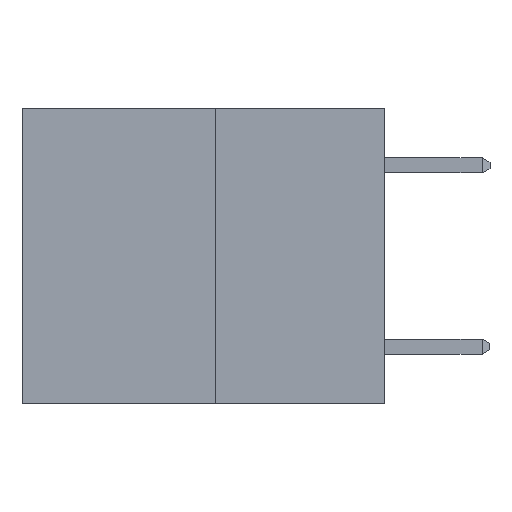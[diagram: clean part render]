
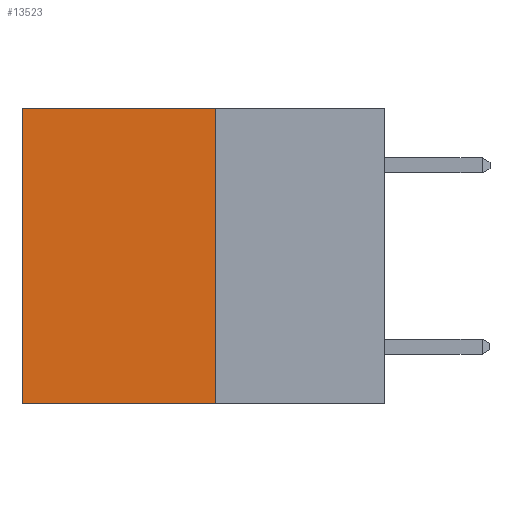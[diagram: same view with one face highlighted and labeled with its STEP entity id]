
A CAD part, left-side view. The second image highlights one B-rep face of the part: STEP entity #13523.
In plain terms, the highlighted planar face has unit normal (-1, 0, 0).
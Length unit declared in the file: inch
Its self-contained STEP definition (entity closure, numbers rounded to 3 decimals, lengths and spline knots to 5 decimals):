
#348 = LINE ( 'NONE', #10936, #7215 ) ;
#1601 = CARTESIAN_POINT ( 'NONE',  ( 0.3165, 0.6, 0. ) ) ;
#2341 = VECTOR ( 'NONE', #17098, 39.37008 ) ;
#2528 = CARTESIAN_POINT ( 'NONE',  ( 0.3165, 0.28, 0. ) ) ;
#2629 = CARTESIAN_POINT ( 'NONE',  ( 0.3165, 0.28, -0.49 ) ) ;
#2911 = DIRECTION ( 'NONE',  ( 1., 0., 0. ) ) ;
#3680 = LINE ( 'NONE', #2528, #17393 ) ;
#4320 = VERTEX_POINT ( 'NONE', #14949 ) ;
#4336 = ORIENTED_EDGE ( 'NONE', *, *, #7280, .T. ) ;
#4395 = ORIENTED_EDGE ( 'NONE', *, *, #12036, .F. ) ;
#5500 = CARTESIAN_POINT ( 'NONE',  ( 0.3165, 0.6, -0.49 ) ) ;
#5635 = PLANE ( 'NONE',  #13719 ) ;
#7058 = CARTESIAN_POINT ( 'NONE',  ( 0.3165, 0.28, -0.49 ) ) ;
#7122 = DIRECTION ( 'NONE',  ( 0., 0., -1. ) ) ;
#7215 = VECTOR ( 'NONE', #13755, 39.37008 ) ;
#7280 = EDGE_CURVE ( 'NONE', #10481, #13218, #3680, .T. ) ;
#8315 = EDGE_LOOP ( 'NONE', ( #14386, #4395, #17374, #4336 ) ) ;
#8767 = FACE_OUTER_BOUND ( 'NONE', #8315, .T. ) ;
#8840 = CARTESIAN_POINT ( 'NONE',  ( 0.3165, 0.28, -0.49 ) ) ;
#9325 = CARTESIAN_POINT ( 'NONE',  ( 0.3165, 0.28, 0. ) ) ;
#9791 = DIRECTION ( 'NONE',  ( 0., 1., 0. ) ) ;
#10481 = VERTEX_POINT ( 'NONE', #9325 ) ;
#10936 = CARTESIAN_POINT ( 'NONE',  ( 0.3165, 0.28, -0.49 ) ) ;
#11831 = LINE ( 'NONE', #5500, #18004 ) ;
#12036 = EDGE_CURVE ( 'NONE', #15007, #4320, #14078, .T. ) ;
#13218 = VERTEX_POINT ( 'NONE', #1601 ) ;
#13523 = ADVANCED_FACE ( 'NONE', ( #8767 ), #5635, .F. ) ;
#13719 = AXIS2_PLACEMENT_3D ( 'NONE', #7058, #2911, #7122 ) ;
#13755 = DIRECTION ( 'NONE',  ( 0., 0., -1. ) ) ;
#14078 = LINE ( 'NONE', #8840, #2341 ) ;
#14350 = EDGE_CURVE ( 'NONE', #10481, #15007, #348, .T. ) ;
#14386 = ORIENTED_EDGE ( 'NONE', *, *, #17087, .T. ) ;
#14949 = CARTESIAN_POINT ( 'NONE',  ( 0.3165, 0.6, -0.49 ) ) ;
#15007 = VERTEX_POINT ( 'NONE', #2629 ) ;
#15544 = DIRECTION ( 'NONE',  ( 0., 0., -1. ) ) ;
#17087 = EDGE_CURVE ( 'NONE', #13218, #4320, #11831, .T. ) ;
#17098 = DIRECTION ( 'NONE',  ( 0., 1., 0. ) ) ;
#17374 = ORIENTED_EDGE ( 'NONE', *, *, #14350, .F. ) ;
#17393 = VECTOR ( 'NONE', #9791, 39.37008 ) ;
#18004 = VECTOR ( 'NONE', #15544, 39.37008 ) ;
